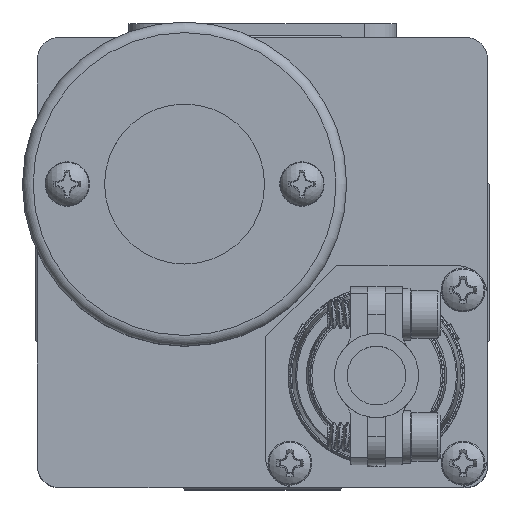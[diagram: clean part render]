
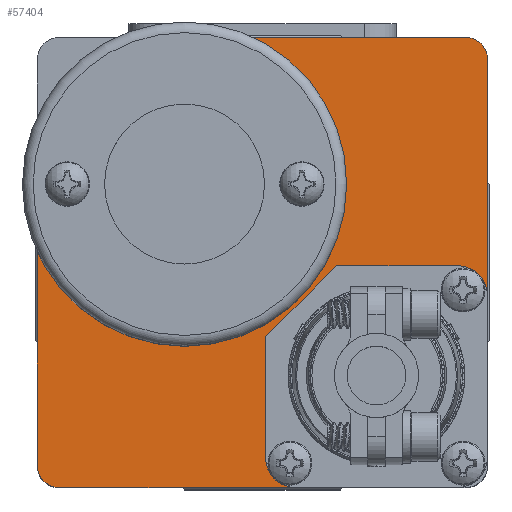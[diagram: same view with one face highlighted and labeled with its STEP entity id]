
A CAD part, top view. The second image highlights one B-rep face of the part: STEP entity #57404.
In plain terms, the highlighted planar face has unit normal (0, 0, 1).
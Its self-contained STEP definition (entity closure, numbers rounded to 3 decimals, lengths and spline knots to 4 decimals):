
#7088 = CARTESIAN_POINT ( 'NONE',  ( 0.3479, -0.015, 1.045 ) ) ;
#16346 = AXIS2_PLACEMENT_3D ( 'NONE', #69267, #135144, #272439 ) ;
#18655 = DIRECTION ( 'NONE',  ( -1., 0., 0. ) ) ;
#20347 = CARTESIAN_POINT ( 'NONE',  ( -1.055, -1.055, 1.045 ) ) ;
#24805 = ORIENTED_EDGE ( 'NONE', *, *, #170471, .F. ) ;
#29039 = CARTESIAN_POINT ( 'NONE',  ( 0.955, 1.055, 1.045 ) ) ;
#29471 = ORIENTED_EDGE ( 'NONE', *, *, #274135, .F. ) ;
#30076 = CARTESIAN_POINT ( 'NONE',  ( 0.955, 0.955, 1.045 ) ) ;
#30367 = CIRCLE ( 'NONE', #16346, 0.1 ) ;
#34373 = DIRECTION ( 'NONE',  ( -1., 0., 0. ) ) ;
#37553 = DIRECTION ( 'NONE',  ( 0., 0., 1. ) ) ;
#38703 = EDGE_CURVE ( 'NONE', #89690, #245134, #86116, .T. ) ;
#41639 = VERTEX_POINT ( 'NONE', #288406 ) ;
#41829 = CARTESIAN_POINT ( 'NONE',  ( -0.365, 1.055, 1.045 ) ) ;
#44566 = DIRECTION ( 'NONE',  ( 0., 0., -1. ) ) ;
#45279 = DIRECTION ( 'NONE',  ( 0., 0., 1. ) ) ;
#51618 = ORIENTED_EDGE ( 'NONE', *, *, #126555, .T. ) ;
#54770 = EDGE_CURVE ( 'NONE', #276766, #250640, #210297, .T. ) ;
#56049 = DIRECTION ( 'NONE',  ( 0., -1., 0. ) ) ;
#57404 = ADVANCED_FACE ( 'NONE', ( #247719 ), #91363, .F. ) ;
#57770 = LINE ( 'NONE', #100229, #99772 ) ;
#59210 = DIRECTION ( 'NONE',  ( 0., 1., 0. ) ) ;
#59424 = CARTESIAN_POINT ( 'NONE',  ( -0.365, 0.365, 1.045 ) ) ;
#61587 = ORIENTED_EDGE ( 'NONE', *, *, #149747, .F. ) ;
#64602 = CARTESIAN_POINT ( 'NONE',  ( 0.155, -1.055, 1.045 ) ) ;
#69267 = CARTESIAN_POINT ( 'NONE',  ( -0.955, -0.955, 1.045 ) ) ;
#73476 = DIRECTION ( 'NONE',  ( 1., 0., 0. ) ) ;
#74390 = VERTEX_POINT ( 'NONE', #105144 ) ;
#75300 = AXIS2_PLACEMENT_3D ( 'NONE', #59424, #37553, #182059 ) ;
#79914 = CIRCLE ( 'NONE', #75300, 0.69 ) ;
#85878 = EDGE_CURVE ( 'NONE', #282069, #276766, #57770, .T. ) ;
#86116 = LINE ( 'NONE', #20347, #182187 ) ;
#86344 = CARTESIAN_POINT ( 'NONE',  ( 0.915, -0.015, 1.045 ) ) ;
#89690 = VERTEX_POINT ( 'NONE', #172055 ) ;
#89903 = AXIS2_PLACEMENT_3D ( 'NONE', #245571, #45279, #216427 ) ;
#91363 = PLANE ( 'NONE',  #252425 ) ;
#95436 = CARTESIAN_POINT ( 'NONE',  ( 0.155, -0.915, 1.045 ) ) ;
#97658 = ORIENTED_EDGE ( 'NONE', *, *, #256067, .F. ) ;
#99772 = VECTOR ( 'NONE', #59210, 39.3701 ) ;
#100229 = CARTESIAN_POINT ( 'NONE',  ( 1.055, -1.055, 1.045 ) ) ;
#105144 = CARTESIAN_POINT ( 'NONE',  ( 0.015, -0.3479, 1.045 ) ) ;
#108708 = CARTESIAN_POINT ( 'NONE',  ( 1.055, 0.955, 1.045 ) ) ;
#109521 = DIRECTION ( 'NONE',  ( 0., -1., 0. ) ) ;
#109741 = DIRECTION ( 'NONE',  ( -1., 0., 0. ) ) ;
#109799 = VERTEX_POINT ( 'NONE', #7088 ) ;
#110753 = EDGE_CURVE ( 'NONE', #250640, #156672, #207403, .T. ) ;
#115979 = CARTESIAN_POINT ( 'NONE',  ( 0.1814, -0.1814, 1.045 ) ) ;
#121621 = ORIENTED_EDGE ( 'NONE', *, *, #38703, .T. ) ;
#122385 = VECTOR ( 'NONE', #250419, 39.3701 ) ;
#123651 = EDGE_CURVE ( 'NONE', #89690, #156672, #79914, .T. ) ;
#126555 = EDGE_CURVE ( 'NONE', #170595, #130321, #261176, .T. ) ;
#127626 = VECTOR ( 'NONE', #56049, 39.3701 ) ;
#130321 = VERTEX_POINT ( 'NONE', #64602 ) ;
#132142 = CARTESIAN_POINT ( 'NONE',  ( 0.015, -0.915, 1.045 ) ) ;
#134108 = VECTOR ( 'NONE', #109741, 39.3701 ) ;
#135144 = DIRECTION ( 'NONE',  ( 0., 0., 1. ) ) ;
#138120 = EDGE_CURVE ( 'NONE', #282069, #41639, #281181, .T. ) ;
#149747 = EDGE_CURVE ( 'NONE', #74390, #239087, #189130, .T. ) ;
#156672 = VERTEX_POINT ( 'NONE', #41829 ) ;
#156772 = ORIENTED_EDGE ( 'NONE', *, *, #54770, .T. ) ;
#157722 = EDGE_LOOP ( 'NONE', ( #177695, #170269, #156772, #224396, #202560, #121621, #245111, #51618, #29471, #61587, #97658, #24805 ) ) ;
#161187 = AXIS2_PLACEMENT_3D ( 'NONE', #95436, #273772, #73476 ) ;
#162688 = LINE ( 'NONE', #115979, #122385 ) ;
#162861 = CARTESIAN_POINT ( 'NONE',  ( 0., 0., 1.045 ) ) ;
#165759 = CARTESIAN_POINT ( 'NONE',  ( 0.015, -0.915, 1.045 ) ) ;
#170269 = ORIENTED_EDGE ( 'NONE', *, *, #85878, .T. ) ;
#170471 = EDGE_CURVE ( 'NONE', #41639, #109799, #181237, .T. ) ;
#170595 = VERTEX_POINT ( 'NONE', #184100 ) ;
#172055 = CARTESIAN_POINT ( 'NONE',  ( -1.055, 0.365, 1.045 ) ) ;
#177695 = ORIENTED_EDGE ( 'NONE', *, *, #138120, .F. ) ;
#181237 = LINE ( 'NONE', #86344, #134108 ) ;
#182059 = DIRECTION ( 'NONE',  ( 1., 0., 0. ) ) ;
#182187 = VECTOR ( 'NONE', #109521, 39.3701 ) ;
#184100 = CARTESIAN_POINT ( 'NONE',  ( -0.955, -1.055, 1.045 ) ) ;
#184999 = DIRECTION ( 'NONE',  ( 0., 0., 1. ) ) ;
#189130 = LINE ( 'NONE', #165759, #127626 ) ;
#202441 = DIRECTION ( 'NONE',  ( -1., 0., 0. ) ) ;
#202560 = ORIENTED_EDGE ( 'NONE', *, *, #123651, .F. ) ;
#205165 = VECTOR ( 'NONE', #18655, 39.3701 ) ;
#207403 = LINE ( 'NONE', #284705, #205165 ) ;
#210297 = CIRCLE ( 'NONE', #271000, 0.1 ) ;
#210972 = VECTOR ( 'NONE', #251463, 39.3701 ) ;
#216427 = DIRECTION ( 'NONE',  ( 1., 0., 0. ) ) ;
#221936 = CIRCLE ( 'NONE', #161187, 0.14 ) ;
#224396 = ORIENTED_EDGE ( 'NONE', *, *, #110753, .T. ) ;
#239087 = VERTEX_POINT ( 'NONE', #132142 ) ;
#245111 = ORIENTED_EDGE ( 'NONE', *, *, #270602, .T. ) ;
#245134 = VERTEX_POINT ( 'NONE', #251741 ) ;
#245571 = CARTESIAN_POINT ( 'NONE',  ( 0.915, -0.155, 1.045 ) ) ;
#247719 = FACE_OUTER_BOUND ( 'NONE', #157722, .T. ) ;
#250419 = DIRECTION ( 'NONE',  ( -0.707, -0.707, 0. ) ) ;
#250640 = VERTEX_POINT ( 'NONE', #29039 ) ;
#251463 = DIRECTION ( 'NONE',  ( 1., 0., 0. ) ) ;
#251741 = CARTESIAN_POINT ( 'NONE',  ( -1.055, -0.955, 1.045 ) ) ;
#252425 = AXIS2_PLACEMENT_3D ( 'NONE', #162861, #44566, #202441 ) ;
#256067 = EDGE_CURVE ( 'NONE', #109799, #74390, #162688, .T. ) ;
#261176 = LINE ( 'NONE', #284559, #210972 ) ;
#270602 = EDGE_CURVE ( 'NONE', #245134, #170595, #30367, .T. ) ;
#271000 = AXIS2_PLACEMENT_3D ( 'NONE', #30076, #184999, #34373 ) ;
#272439 = DIRECTION ( 'NONE',  ( -1., 0., 0. ) ) ;
#273772 = DIRECTION ( 'NONE',  ( 0., 0., 1. ) ) ;
#274135 = EDGE_CURVE ( 'NONE', #239087, #130321, #221936, .T. ) ;
#276766 = VERTEX_POINT ( 'NONE', #108708 ) ;
#281181 = CIRCLE ( 'NONE', #89903, 0.14 ) ;
#282069 = VERTEX_POINT ( 'NONE', #283257 ) ;
#283257 = CARTESIAN_POINT ( 'NONE',  ( 1.055, -0.155, 1.045 ) ) ;
#284559 = CARTESIAN_POINT ( 'NONE',  ( -1.055, -1.055, 1.045 ) ) ;
#284705 = CARTESIAN_POINT ( 'NONE',  ( -1.055, 1.055, 1.045 ) ) ;
#288406 = CARTESIAN_POINT ( 'NONE',  ( 0.915, -0.015, 1.045 ) ) ;
